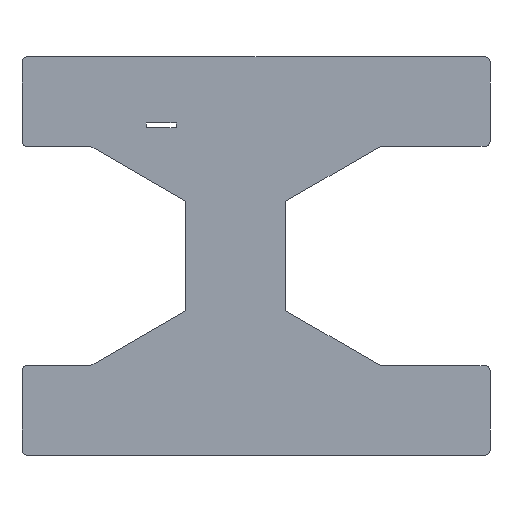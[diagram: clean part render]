
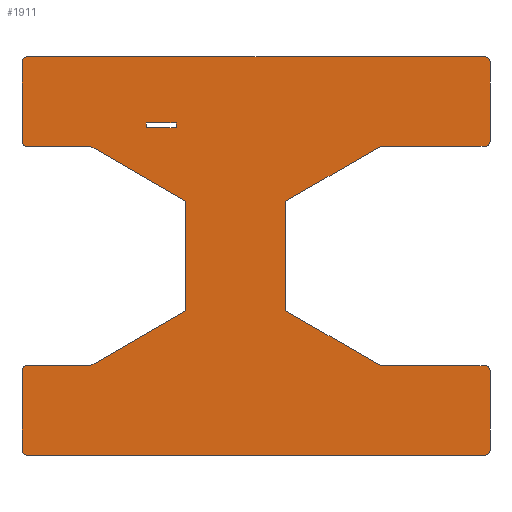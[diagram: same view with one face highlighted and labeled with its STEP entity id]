
A CAD part, left-side view. The second image highlights one B-rep face of the part: STEP entity #1911.
In plain terms, the highlighted planar face has unit normal (-1, 0, 0).
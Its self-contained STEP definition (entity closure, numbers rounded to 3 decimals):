
#520 = VERTEX_POINT('',#521);
#521 = CARTESIAN_POINT('',(0.181,185.936,0.));
#527 = EDGE_CURVE('',#520,#528,#530,.T.);
#528 = VERTEX_POINT('',#529);
#529 = CARTESIAN_POINT('',(0.181,1.936,0.));
#530 = LINE('',#531,#532);
#531 = CARTESIAN_POINT('',(0.181,187.936,0.));
#532 = VECTOR('',#533,1.);
#533 = DIRECTION('',(0.,-1.,0.));
#584 = VERTEX_POINT('',#585);
#585 = CARTESIAN_POINT('',(0.181,-0.064,2.));
#591 = EDGE_CURVE('',#528,#584,#592,.T.);
#592 = CIRCLE('',#593,2.);
#593 = AXIS2_PLACEMENT_3D('',#594,#595,#596);
#594 = CARTESIAN_POINT('',(0.181,1.936,2.));
#595 = DIRECTION('',(-1.,0.,0.));
#596 = DIRECTION('',(0.,-1.,0.));
#634 = EDGE_CURVE('',#584,#635,#637,.T.);
#635 = VERTEX_POINT('',#636);
#636 = CARTESIAN_POINT('',(0.181,-0.064,34.));
#637 = LINE('',#638,#639);
#638 = CARTESIAN_POINT('',(0.181,-0.064,0.));
#639 = VECTOR('',#640,1.);
#640 = DIRECTION('',(0.,0.,1.));
#691 = VERTEX_POINT('',#692);
#692 = CARTESIAN_POINT('',(0.181,1.936,36.));
#698 = EDGE_CURVE('',#635,#691,#699,.T.);
#699 = CIRCLE('',#700,2.);
#700 = AXIS2_PLACEMENT_3D('',#701,#702,#703);
#701 = CARTESIAN_POINT('',(0.181,1.936,34.));
#702 = DIRECTION('',(-1.,0.,0.));
#703 = DIRECTION('',(0.,-1.,0.));
#716 = EDGE_CURVE('',#691,#717,#719,.T.);
#717 = VERTEX_POINT('',#718);
#718 = CARTESIAN_POINT('',(0.181,43.936,36.));
#719 = LINE('',#720,#721);
#720 = CARTESIAN_POINT('',(0.181,-0.064,36.));
#721 = VECTOR('',#722,1.);
#722 = DIRECTION('',(0.,1.,0.));
#739 = VERTEX_POINT('',#740);
#740 = CARTESIAN_POINT('',(0.181,82.041,58.));
#746 = EDGE_CURVE('',#739,#717,#747,.T.);
#747 = LINE('',#748,#749);
#748 = CARTESIAN_POINT('',(0.181,82.041,58.));
#749 = VECTOR('',#750,1.);
#750 = DIRECTION('',(0.,-0.866,-0.5
    ));
#764 = EDGE_CURVE('',#765,#520,#767,.T.);
#765 = VERTEX_POINT('',#766);
#766 = CARTESIAN_POINT('',(0.181,187.936,2.));
#767 = CIRCLE('',#768,2.);
#768 = AXIS2_PLACEMENT_3D('',#769,#770,#771);
#769 = CARTESIAN_POINT('',(0.181,185.936,2.));
#770 = DIRECTION('',(-1.,0.,0.));
#771 = DIRECTION('',(0.,-1.,0.));
#788 = VERTEX_POINT('',#789);
#789 = CARTESIAN_POINT('',(0.181,82.041,102.));
#795 = EDGE_CURVE('',#788,#739,#796,.T.);
#796 = LINE('',#797,#798);
#797 = CARTESIAN_POINT('',(0.181,82.041,102.));
#798 = VECTOR('',#799,1.);
#799 = DIRECTION('',(0.,0.,-1.));
#813 = EDGE_CURVE('',#765,#814,#816,.T.);
#814 = VERTEX_POINT('',#815);
#815 = CARTESIAN_POINT('',(0.181,187.936,34.));
#816 = LINE('',#817,#818);
#817 = CARTESIAN_POINT('',(0.181,187.936,0.));
#818 = VECTOR('',#819,1.);
#819 = DIRECTION('',(0.,0.,1.));
#836 = VERTEX_POINT('',#837);
#837 = CARTESIAN_POINT('',(0.181,43.936,124.));
#843 = EDGE_CURVE('',#836,#788,#844,.T.);
#844 = LINE('',#845,#846);
#845 = CARTESIAN_POINT('',(0.181,43.936,124.));
#846 = VECTOR('',#847,1.);
#847 = DIRECTION('',(0.,0.866,-0.5)
  );
#860 = EDGE_CURVE('',#814,#861,#863,.T.);
#861 = VERTEX_POINT('',#862);
#862 = CARTESIAN_POINT('',(0.181,185.936,36.));
#863 = CIRCLE('',#864,2.);
#864 = AXIS2_PLACEMENT_3D('',#865,#866,#867);
#865 = CARTESIAN_POINT('',(0.181,185.936,34.));
#866 = DIRECTION('',(1.,0.,0.));
#867 = DIRECTION('',(0.,-1.,0.));
#886 = EDGE_CURVE('',#836,#887,#889,.T.);
#887 = VERTEX_POINT('',#888);
#888 = CARTESIAN_POINT('',(0.181,1.936,124.));
#889 = LINE('',#890,#891);
#890 = CARTESIAN_POINT('',(0.181,43.936,124.));
#891 = VECTOR('',#892,1.);
#892 = DIRECTION('',(0.,-1.,0.));
#910 = VERTEX_POINT('',#911);
#911 = CARTESIAN_POINT('',(0.181,160.226,36.));
#917 = EDGE_CURVE('',#910,#861,#918,.T.);
#918 = LINE('',#919,#920);
#919 = CARTESIAN_POINT('',(0.181,160.226,36.));
#920 = VECTOR('',#921,1.);
#921 = DIRECTION('',(0.,1.,0.));
#933 = VERTEX_POINT('',#934);
#934 = CARTESIAN_POINT('',(0.181,-0.064,126.));
#940 = EDGE_CURVE('',#933,#887,#941,.T.);
#941 = CIRCLE('',#942,2.);
#942 = AXIS2_PLACEMENT_3D('',#943,#944,#945);
#943 = CARTESIAN_POINT('',(0.181,1.936,126.));
#944 = DIRECTION('',(1.,0.,0.));
#945 = DIRECTION('',(0.,-1.,0.));
#958 = EDGE_CURVE('',#910,#959,#961,.T.);
#959 = VERTEX_POINT('',#960);
#960 = CARTESIAN_POINT('',(0.181,122.12,58.));
#961 = LINE('',#962,#963);
#962 = CARTESIAN_POINT('',(0.181,160.226,36.));
#963 = VECTOR('',#964,1.);
#964 = DIRECTION('',(0.,-0.866,0.5));
#983 = EDGE_CURVE('',#933,#984,#986,.T.);
#984 = VERTEX_POINT('',#985);
#985 = CARTESIAN_POINT('',(0.181,-0.064,158.));
#986 = LINE('',#987,#988);
#987 = CARTESIAN_POINT('',(0.181,-0.064,124.));
#988 = VECTOR('',#989,1.);
#989 = DIRECTION('',(0.,0.,1.));
#1006 = EDGE_CURVE('',#959,#1007,#1009,.T.);
#1007 = VERTEX_POINT('',#1008);
#1008 = CARTESIAN_POINT('',(0.181,122.12,102.));
#1009 = LINE('',#1010,#1011);
#1010 = CARTESIAN_POINT('',(0.181,122.12,58.));
#1011 = VECTOR('',#1012,1.);
#1012 = DIRECTION('',(0.,0.,1.));
#1030 = VERTEX_POINT('',#1031);
#1031 = CARTESIAN_POINT('',(0.181,1.936,160.));
#1037 = EDGE_CURVE('',#1030,#984,#1038,.T.);
#1038 = CIRCLE('',#1039,2.);
#1039 = AXIS2_PLACEMENT_3D('',#1040,#1041,#1042);
#1040 = CARTESIAN_POINT('',(0.181,1.936,158.));
#1041 = DIRECTION('',(1.,0.,0.));
#1042 = DIRECTION('',(0.,-1.,0.));
#1055 = EDGE_CURVE('',#1007,#1056,#1058,.T.);
#1056 = VERTEX_POINT('',#1057);
#1057 = CARTESIAN_POINT('',(0.181,160.226,124.));
#1058 = LINE('',#1059,#1060);
#1059 = CARTESIAN_POINT('',(0.181,122.12,102.));
#1060 = VECTOR('',#1061,1.);
#1061 = DIRECTION('',(0.,0.866,0.5));
#1080 = VERTEX_POINT('',#1081);
#1081 = CARTESIAN_POINT('',(0.181,185.936,160.));
#1087 = EDGE_CURVE('',#1080,#1030,#1088,.T.);
#1088 = LINE('',#1089,#1090);
#1089 = CARTESIAN_POINT('',(0.181,187.936,160.));
#1090 = VECTOR('',#1091,1.);
#1091 = DIRECTION('',(0.,-1.,0.));
#1104 = VERTEX_POINT('',#1105);
#1105 = CARTESIAN_POINT('',(0.181,185.936,124.));
#1111 = EDGE_CURVE('',#1104,#1056,#1112,.T.);
#1112 = LINE('',#1113,#1114);
#1113 = CARTESIAN_POINT('',(0.181,187.936,124.));
#1114 = VECTOR('',#1115,1.);
#1115 = DIRECTION('',(0.,-1.,0.));
#1127 = VERTEX_POINT('',#1128);
#1128 = CARTESIAN_POINT('',(0.181,187.936,158.));
#1134 = EDGE_CURVE('',#1127,#1080,#1135,.T.);
#1135 = CIRCLE('',#1136,2.);
#1136 = AXIS2_PLACEMENT_3D('',#1137,#1138,#1139);
#1137 = CARTESIAN_POINT('',(0.181,185.936,158.));
#1138 = DIRECTION('',(1.,0.,0.));
#1139 = DIRECTION('',(0.,-1.,0.));
#1152 = EDGE_CURVE('',#1104,#1153,#1155,.T.);
#1153 = VERTEX_POINT('',#1154);
#1154 = CARTESIAN_POINT('',(0.181,187.936,126.));
#1155 = CIRCLE('',#1156,2.);
#1156 = AXIS2_PLACEMENT_3D('',#1157,#1158,#1159);
#1157 = CARTESIAN_POINT('',(0.181,185.936,126.));
#1158 = DIRECTION('',(1.,0.,0.));
#1159 = DIRECTION('',(0.,-1.,0.));
#1178 = EDGE_CURVE('',#1153,#1127,#1179,.T.);
#1179 = LINE('',#1180,#1181);
#1180 = CARTESIAN_POINT('',(0.181,187.936,124.));
#1181 = VECTOR('',#1182,1.);
#1182 = DIRECTION('',(0.,0.,1.));
#1290 = VERTEX_POINT('',#1291);
#1291 = CARTESIAN_POINT('',(0.181,126.,133.5));
#1299 = VERTEX_POINT('',#1300);
#1300 = CARTESIAN_POINT('',(0.181,138.,133.5));
#1306 = EDGE_CURVE('',#1290,#1299,#1307,.T.);
#1307 = LINE('',#1308,#1309);
#1308 = CARTESIAN_POINT('',(0.181,110.106,133.5));
#1309 = VECTOR('',#1310,1.);
#1310 = DIRECTION('',(0.,1.,0.));
#1323 = VERTEX_POINT('',#1324);
#1324 = CARTESIAN_POINT('',(0.181,138.,131.5));
#1330 = EDGE_CURVE('',#1299,#1323,#1331,.T.);
#1331 = LINE('',#1332,#1333);
#1332 = CARTESIAN_POINT('',(0.181,138.,105.75));
#1333 = VECTOR('',#1334,1.);
#1334 = DIRECTION('',(0.,0.,-1.));
#1345 = VERTEX_POINT('',#1346);
#1346 = CARTESIAN_POINT('',(0.181,126.,131.5));
#1354 = EDGE_CURVE('',#1345,#1323,#1355,.T.);
#1355 = LINE('',#1356,#1357);
#1356 = CARTESIAN_POINT('',(0.181,110.106,131.5));
#1357 = VECTOR('',#1358,1.);
#1358 = DIRECTION('',(0.,1.,0.));
#1371 = EDGE_CURVE('',#1290,#1345,#1372,.T.);
#1372 = LINE('',#1373,#1374);
#1373 = CARTESIAN_POINT('',(0.181,126.,105.75));
#1374 = VECTOR('',#1375,1.);
#1375 = DIRECTION('',(0.,0.,-1.));
#1911 = ADVANCED_FACE('',(#1912,#1938),#1944,.T.);
#1912 = FACE_BOUND('',#1913,.T.);
#1913 = EDGE_LOOP('',(#1914,#1915,#1916,#1917,#1918,#1919,#1920,#1921,
    #1922,#1923,#1924,#1925,#1926,#1927,#1928,#1929,#1930,#1931,#1932,
    #1933,#1934,#1935,#1936,#1937));
#1914 = ORIENTED_EDGE('',*,*,#813,.F.);
#1915 = ORIENTED_EDGE('',*,*,#764,.T.);
#1916 = ORIENTED_EDGE('',*,*,#527,.T.);
#1917 = ORIENTED_EDGE('',*,*,#591,.T.);
#1918 = ORIENTED_EDGE('',*,*,#634,.T.);
#1919 = ORIENTED_EDGE('',*,*,#698,.T.);
#1920 = ORIENTED_EDGE('',*,*,#716,.T.);
#1921 = ORIENTED_EDGE('',*,*,#746,.F.);
#1922 = ORIENTED_EDGE('',*,*,#795,.F.);
#1923 = ORIENTED_EDGE('',*,*,#843,.F.);
#1924 = ORIENTED_EDGE('',*,*,#886,.T.);
#1925 = ORIENTED_EDGE('',*,*,#940,.F.);
#1926 = ORIENTED_EDGE('',*,*,#983,.T.);
#1927 = ORIENTED_EDGE('',*,*,#1037,.F.);
#1928 = ORIENTED_EDGE('',*,*,#1087,.F.);
#1929 = ORIENTED_EDGE('',*,*,#1134,.F.);
#1930 = ORIENTED_EDGE('',*,*,#1178,.F.);
#1931 = ORIENTED_EDGE('',*,*,#1152,.F.);
#1932 = ORIENTED_EDGE('',*,*,#1111,.T.);
#1933 = ORIENTED_EDGE('',*,*,#1055,.F.);
#1934 = ORIENTED_EDGE('',*,*,#1006,.F.);
#1935 = ORIENTED_EDGE('',*,*,#958,.F.);
#1936 = ORIENTED_EDGE('',*,*,#917,.T.);
#1937 = ORIENTED_EDGE('',*,*,#860,.F.);
#1938 = FACE_BOUND('',#1939,.T.);
#1939 = EDGE_LOOP('',(#1940,#1941,#1942,#1943));
#1940 = ORIENTED_EDGE('',*,*,#1306,.F.);
#1941 = ORIENTED_EDGE('',*,*,#1371,.T.);
#1942 = ORIENTED_EDGE('',*,*,#1354,.T.);
#1943 = ORIENTED_EDGE('',*,*,#1330,.F.);
#1944 = PLANE('',#1945);
#1945 = AXIS2_PLACEMENT_3D('',#1946,#1947,#1948);
#1946 = CARTESIAN_POINT('',(0.181,94.212,80.)
  );
#1947 = DIRECTION('',(-1.,0.,0.));
#1948 = DIRECTION('',(0.,1.,0.));
